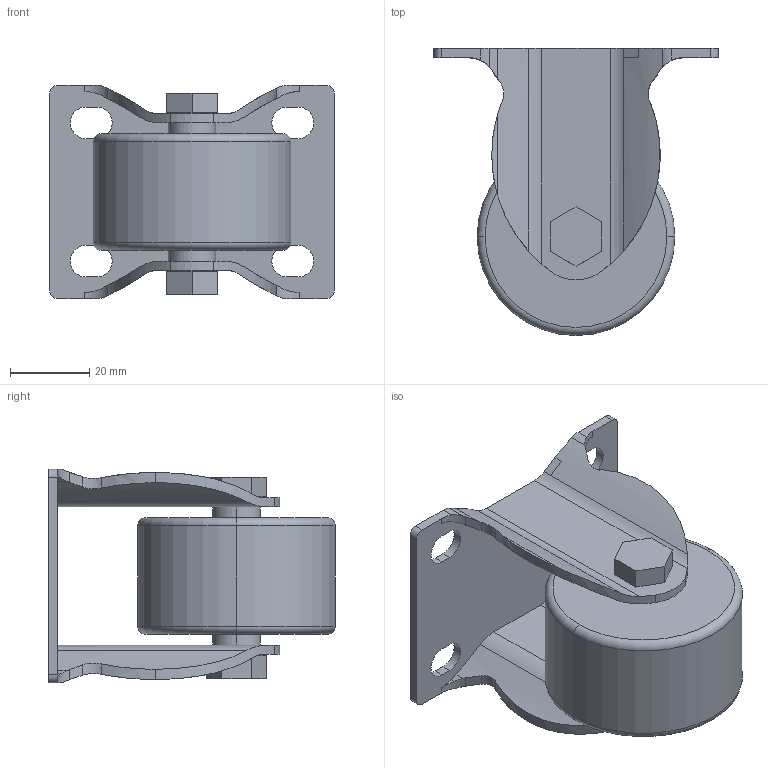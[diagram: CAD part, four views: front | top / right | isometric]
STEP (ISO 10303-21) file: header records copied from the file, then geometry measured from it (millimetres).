
FILE_DESCRIPTION (( 'STEP AP214' ), '1' );
FILE_NAME ('sk6-d5073p-sh.STEP', '2025-06-01T15:54:00', ( '' ), ( '' ), 'SwSTEP 2.0', 'SolidWorks 2024', '' );
FILE_SCHEMA (( 'AUTOMOTIVE_DESIGN' ));
Length unit declared in the file: millimetre
Products named in the file (1): sk6-d5073p-sh
Bounding box: 72 x 72.57 x 54 mm (x, y, z)
Volume: 76606.8 mm3; surface area: 24974.1 mm2
Topology: 1 solids, 1 shells, 145 faces, 394 edges, 259 vertices
Faces by surface type: cylinder 75, plane 56, torus 14
Entity records: 5251 total; most frequent: CARTESIAN_POINT 1599, ORIENTED_EDGE 788, DIRECTION 736, EDGE_CURVE 394, AXIS2_PLACEMENT_3D 274, VERTEX_POINT 259, LINE 188, VECTOR 188
